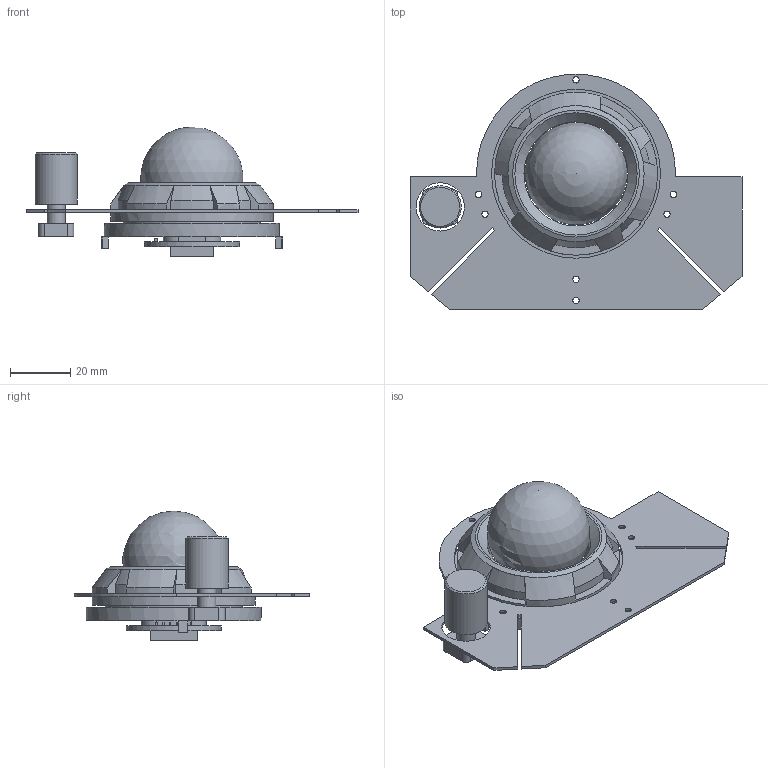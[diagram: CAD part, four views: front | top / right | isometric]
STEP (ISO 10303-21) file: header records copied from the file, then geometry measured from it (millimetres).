
FILE_DESCRIPTION(/* description */ (''),/* implementation_level */ '2;1');
FILE_NAME(/* name */ 'Akira_Board_assembly v49.step',/* time_stamp */ '2023-03-04T01:23:44+09:00',/* author */ (''),/* organization */ (''),/* preprocessor_version */ 'ST-DEVELOPER v19.2',/* originating_system */ 'Autodesk Translation Framework v11.17.0.187',/* authorisation */ '');
FILE_SCHEMA (('AUTOMOTIVE_DESIGN { 1 0 10303 214 3 1 1 }'));
Length unit declared in the file: millimetre
Products named in the file (5): Akira_Board_assembly; Ball; Optical_Sensor; Akira_board; mini-Encoder
Assembly tree (4 placements, depth 2):
  Akira_Board_assembly
    Ball
    Optical_Sensor
    Akira_board
    mini-Encoder
Bounding box: 110 x 77.88 x 43 mm (x, y, z)
Volume: 46783.4 mm3; surface area: 28896.7 mm2
Topology: 8 solids, 8 shells, 177 faces, 461 edges, 309 vertices
Faces by surface type: plane 125, cylinder 41, cone 10, sphere 1
Full cylindrical faces by diameter (mm): 2 x2, 2.1 x7, 6 x1, 12 x1, 14 x1, 16 x1, 31.5 x1, 34.5 x1, 40.6 x2, 45.5 x1, 54 x1, 56 x1, 58 x1
Entity records: 5615 total; most frequent: CARTESIAN_POINT 1028, ORIENTED_EDGE 918, DIRECTION 909, EDGE_CURVE 459, VERTEX_POINT 309, LINE 307, VECTOR 307, AXIS2_PLACEMENT_3D 301
